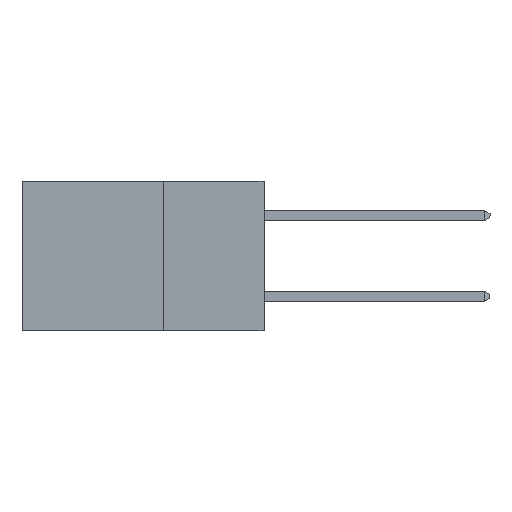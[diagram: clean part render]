
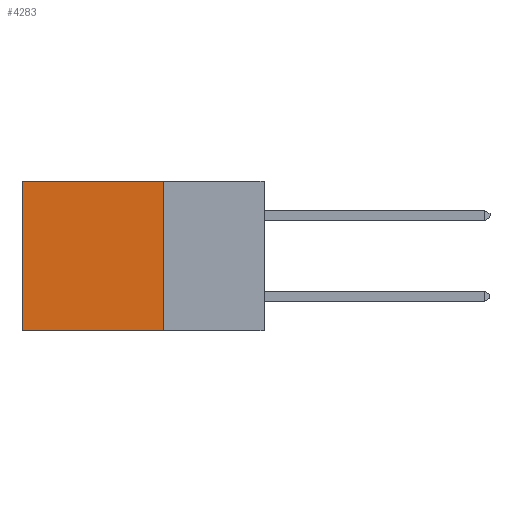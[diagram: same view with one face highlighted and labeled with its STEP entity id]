
A CAD part, left-side view. The second image highlights one B-rep face of the part: STEP entity #4283.
In plain terms, the highlighted planar face has unit normal (-1, 0, 0).
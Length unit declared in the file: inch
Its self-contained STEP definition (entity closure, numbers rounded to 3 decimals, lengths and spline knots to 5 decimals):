
#675 = LINE ( 'NONE', #23505, #12934 ) ;
#1318 = LINE ( 'NONE', #17227, #19021 ) ;
#1635 = DIRECTION ( 'NONE',  ( 1., 0., 0. ) ) ;
#2250 = CARTESIAN_POINT ( 'NONE',  ( 0.298, 0.25, 0. ) ) ;
#4283 = ADVANCED_FACE ( 'NONE', ( #20529 ), #15433, .F. ) ;
#4572 = DIRECTION ( 'NONE',  ( 0., 1., 0. ) ) ;
#4970 = DIRECTION ( 'NONE',  ( 0., 1., 0. ) ) ;
#5453 = EDGE_CURVE ( 'NONE', #8329, #17796, #24838, .T. ) ;
#6662 = VECTOR ( 'NONE', #13955, 39.37008 ) ;
#8329 = VERTEX_POINT ( 'NONE', #20981 ) ;
#11433 = EDGE_LOOP ( 'NONE', ( #20698, #20349, #28575, #18650 ) ) ;
#11941 = VERTEX_POINT ( 'NONE', #26194 ) ;
#12032 = LINE ( 'NONE', #27847, #6662 ) ;
#12518 = EDGE_CURVE ( 'NONE', #11941, #20005, #675, .T. ) ;
#12934 = VECTOR ( 'NONE', #4970, 39.37008 ) ;
#13955 = DIRECTION ( 'NONE',  ( 0., 0., -1. ) ) ;
#13996 = CARTESIAN_POINT ( 'NONE',  ( 0.298, 0.6, 0. ) ) ;
#15433 = PLANE ( 'NONE',  #15816 ) ;
#15816 = AXIS2_PLACEMENT_3D ( 'NONE', #24714, #1635, #17768 ) ;
#17227 = CARTESIAN_POINT ( 'NONE',  ( 0.298, 0.6, 0. ) ) ;
#17768 = DIRECTION ( 'NONE',  ( 0., 0., -1. ) ) ;
#17796 = VERTEX_POINT ( 'NONE', #13996 ) ;
#17892 = VECTOR ( 'NONE', #4572, 39.37008 ) ;
#18048 = EDGE_CURVE ( 'NONE', #17796, #20005, #1318, .T. ) ;
#18650 = ORIENTED_EDGE ( 'NONE', *, *, #5453, .T. ) ;
#19021 = VECTOR ( 'NONE', #24264, 39.37008 ) ;
#20005 = VERTEX_POINT ( 'NONE', #20690 ) ;
#20068 = EDGE_CURVE ( 'NONE', #8329, #11941, #12032, .T. ) ;
#20349 = ORIENTED_EDGE ( 'NONE', *, *, #12518, .F. ) ;
#20529 = FACE_OUTER_BOUND ( 'NONE', #11433, .T. ) ;
#20690 = CARTESIAN_POINT ( 'NONE',  ( 0.298, 0.6, -0.37 ) ) ;
#20698 = ORIENTED_EDGE ( 'NONE', *, *, #18048, .T. ) ;
#20981 = CARTESIAN_POINT ( 'NONE',  ( 0.298, 0.25, 0. ) ) ;
#23505 = CARTESIAN_POINT ( 'NONE',  ( 0.298, 0.25, -0.37 ) ) ;
#24264 = DIRECTION ( 'NONE',  ( 0., 0., -1. ) ) ;
#24714 = CARTESIAN_POINT ( 'NONE',  ( 0.298, 0.25, 0. ) ) ;
#24838 = LINE ( 'NONE', #2250, #17892 ) ;
#26194 = CARTESIAN_POINT ( 'NONE',  ( 0.298, 0.25, -0.37 ) ) ;
#27847 = CARTESIAN_POINT ( 'NONE',  ( 0.298, 0.25, 0. ) ) ;
#28575 = ORIENTED_EDGE ( 'NONE', *, *, #20068, .F. ) ;
